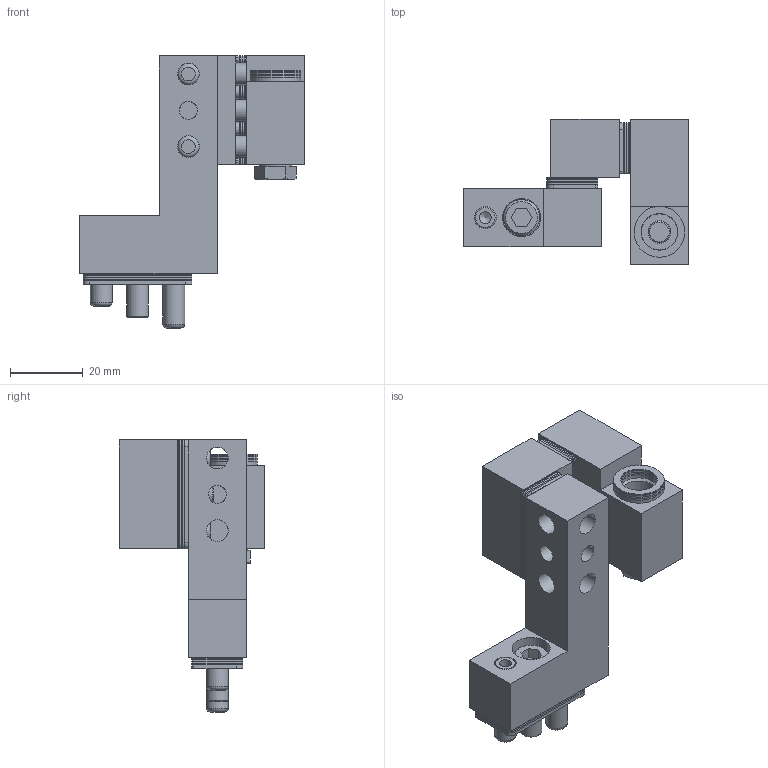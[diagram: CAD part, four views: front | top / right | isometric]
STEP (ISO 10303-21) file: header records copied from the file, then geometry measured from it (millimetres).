
FILE_DESCRIPTION(/* description */ ('STATIONARY PIN BLOCK KIT'),/* implementation_level */ '2;1');
FILE_NAME(/* name */ 'SPB-KIT.stp',/* time_stamp */ '2020-06-11T17:16:48-04:00',/* author */ ('E&E CP'),/* organization */ (''),/* preprocessor_version */ 'ST-DEVELOPER v17',/* originating_system */ 'Autodesk Inventor 2018',/* authorisation */ '');
FILE_SCHEMA (('AUTOMOTIVE_DESIGN { 1 0 10303 214 3 1 1 }'));
Length unit declared in the file: millimetre
Products named in the file (15): SPB-KIT; CAB-1; CPR-1; CFS-300; CRS-100; CRS-050; CRS-025; M6X1-20 HEX; CFS-300_1; CFS-100; CFS-050; CFS-025; CLB-1; M6X1-20 SHCS; 6mmX25 PULL
Assembly tree (29 placements, depth 3):
  SPB-KIT
    M6X1-20 SHCS  x3
    6mmX25 PULL  x6
    CAB-1
    CFS-300_1  x3
      CFS-100
      CFS-050
      CFS-025
    CPR-1
    CFS-300
      CRS-100
      CRS-050  x3
      CRS-025  x2
    M6X1-20 HEX
    CLB-1
Bounding box: 62 x 40 x 75 mm (x, y, z)
Volume: 47602.7 mm3; surface area: 34446.4 mm2
Topology: 37 solids, 37 shells, 623 faces, 1616 edges, 1070 vertices
Faces by surface type: plane 325, cylinder 260, cone 32, torus 6
Full cylindrical faces by diameter (mm): 3.242 x6, 4.917 x5, 6 x26, 6.3 x2, 6.5 x2, 9 x1, 10 x4, 10.1 x6, 10.5 x4, 14 x6
Entity records: 6530 total; most frequent: DIRECTION 1120, CARTESIAN_POINT 1086, ORIENTED_EDGE 958, EDGE_CURVE 479, AXIS2_PLACEMENT_3D 428, VERTEX_POINT 317, LINE 264, VECTOR 264
